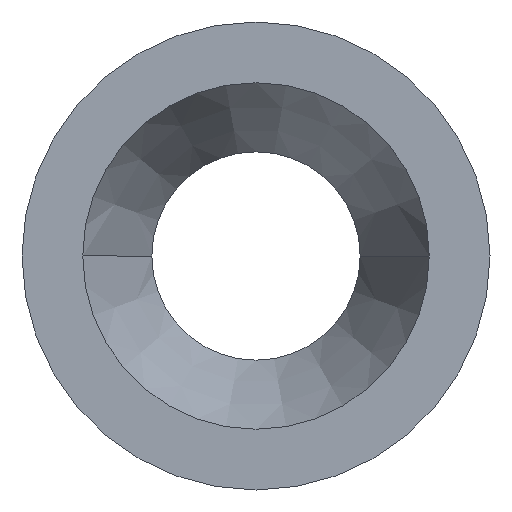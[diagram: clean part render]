
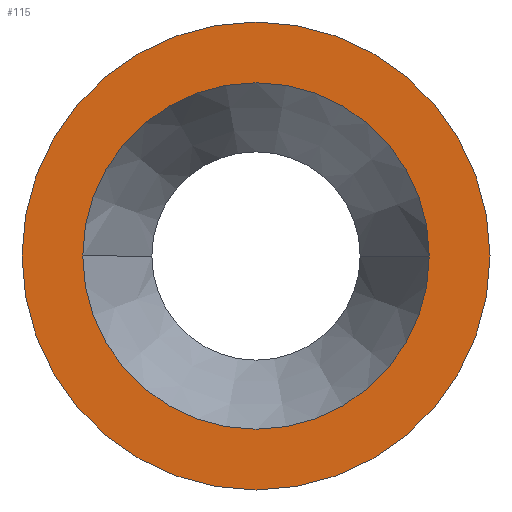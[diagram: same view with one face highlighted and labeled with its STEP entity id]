
A CAD part, left-side view. The second image highlights one B-rep face of the part: STEP entity #115.
In plain terms, the highlighted planar face has unit normal (-1, 0, 0).
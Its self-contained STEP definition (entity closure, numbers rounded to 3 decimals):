
#10 = DIRECTION ( 'NONE',  ( 0., 1., 0. ) ) ;
#25 = ORIENTED_EDGE ( 'NONE', *, *, #346, .T. ) ;
#44 = DIRECTION ( 'NONE',  ( 1., 0., 0. ) ) ;
#47 = EDGE_LOOP ( 'NONE', ( #411, #25 ) ) ;
#56 = EDGE_CURVE ( 'NONE', #210, #256, #391, .T. ) ;
#61 = DIRECTION ( 'NONE',  ( 1., 0., 0. ) ) ;
#64 = CARTESIAN_POINT ( 'NONE',  ( 0., 7.9, 0. ) ) ;
#74 = CARTESIAN_POINT ( 'NONE',  ( 0., -10.67, 0. ) ) ;
#76 = DIRECTION ( 'NONE',  ( 0., 1., 0. ) ) ;
#85 = FACE_BOUND ( 'NONE', #47, .T. ) ;
#95 = CARTESIAN_POINT ( 'NONE',  ( 0., 0., 0. ) ) ;
#105 = CARTESIAN_POINT ( 'NONE',  ( 0., 0., 0. ) ) ;
#112 = EDGE_LOOP ( 'NONE', ( #345, #349 ) ) ;
#115 = ADVANCED_FACE ( 'NONE', ( #85, #151 ), #315, .T. ) ;
#151 = FACE_OUTER_BOUND ( 'NONE', #112, .T. ) ;
#160 = CARTESIAN_POINT ( 'NONE',  ( 0., 10.67, 0. ) ) ;
#164 = DIRECTION ( 'NONE',  ( 0., 1., 0. ) ) ;
#172 = CARTESIAN_POINT ( 'NONE',  ( 0., 0., 0. ) ) ;
#191 = EDGE_CURVE ( 'NONE', #256, #210, #283, .T. ) ;
#193 = CIRCLE ( 'NONE', #318, 7.9 ) ;
#195 = VERTEX_POINT ( 'NONE', #196 ) ;
#196 = CARTESIAN_POINT ( 'NONE',  ( 0., -7.9, 0. ) ) ;
#209 = DIRECTION ( 'NONE',  ( 1., 0., 0. ) ) ;
#210 = VERTEX_POINT ( 'NONE', #160 ) ;
#228 = AXIS2_PLACEMENT_3D ( 'NONE', #105, #209, #76 ) ;
#230 = VERTEX_POINT ( 'NONE', #64 ) ;
#252 = DIRECTION ( 'NONE',  ( -1., 0., 0. ) ) ;
#256 = VERTEX_POINT ( 'NONE', #74 ) ;
#261 = CARTESIAN_POINT ( 'NONE',  ( 0., 0., 0. ) ) ;
#265 = AXIS2_PLACEMENT_3D ( 'NONE', #95, #327, #164 ) ;
#279 = CARTESIAN_POINT ( 'NONE',  ( 0., 7.9, 0. ) ) ;
#283 = CIRCLE ( 'NONE', #297, 10.67 ) ;
#297 = AXIS2_PLACEMENT_3D ( 'NONE', #261, #61, #10 ) ;
#315 = PLANE ( 'NONE',  #361 ) ;
#318 = AXIS2_PLACEMENT_3D ( 'NONE', #172, #44, #407 ) ;
#327 = DIRECTION ( 'NONE',  ( 1., 0., 0. ) ) ;
#340 = CIRCLE ( 'NONE', #228, 7.9 ) ;
#345 = ORIENTED_EDGE ( 'NONE', *, *, #56, .F. ) ;
#346 = EDGE_CURVE ( 'NONE', #195, #230, #193, .T. ) ;
#349 = ORIENTED_EDGE ( 'NONE', *, *, #191, .F. ) ;
#361 = AXIS2_PLACEMENT_3D ( 'NONE', #279, #252, #378 ) ;
#378 = DIRECTION ( 'NONE',  ( 0., -1., 0. ) ) ;
#386 = EDGE_CURVE ( 'NONE', #230, #195, #340, .T. ) ;
#391 = CIRCLE ( 'NONE', #265, 10.67 ) ;
#407 = DIRECTION ( 'NONE',  ( 0., 1., 0. ) ) ;
#411 = ORIENTED_EDGE ( 'NONE', *, *, #386, .T. ) ;
